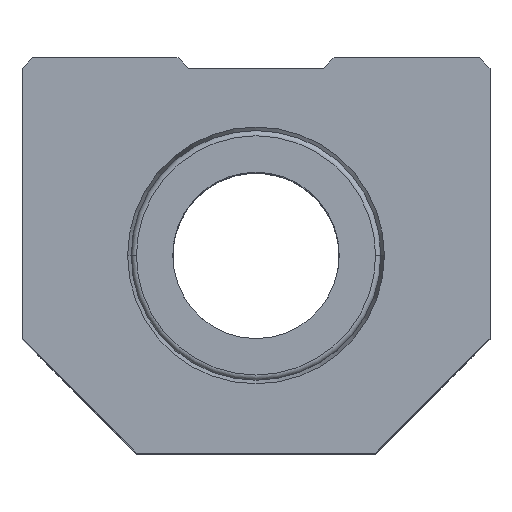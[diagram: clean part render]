
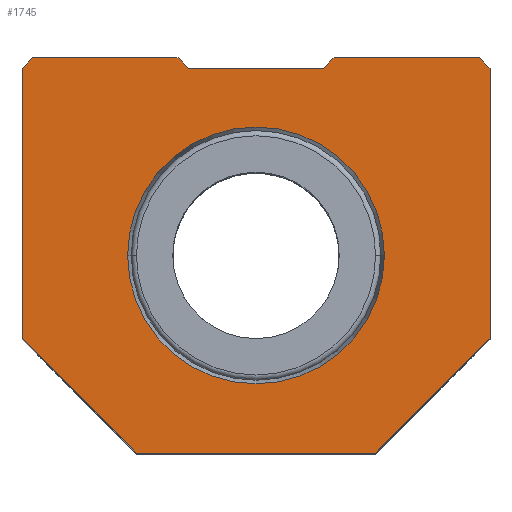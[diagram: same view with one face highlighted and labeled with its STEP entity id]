
A CAD part, top view. The second image highlights one B-rep face of the part: STEP entity #1745.
In plain terms, the highlighted planar face has unit normal (0, 0, 1).
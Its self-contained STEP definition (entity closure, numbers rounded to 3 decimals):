
#31 = LINE ( 'NONE', #578, #2067 ) ;
#36 = CIRCLE ( 'NONE', #1623, 12.344 ) ;
#46 = CARTESIAN_POINT ( 'NONE',  ( -21.5, 19., 32.5 ) ) ;
#127 = ORIENTED_EDGE ( 'NONE', *, *, #1215, .T. ) ;
#171 = VERTEX_POINT ( 'NONE', #1003 ) ;
#185 = DIRECTION ( 'NONE',  ( 1., 0., 0. ) ) ;
#211 = LINE ( 'NONE', #1956, #1516 ) ;
#212 = CARTESIAN_POINT ( 'NONE',  ( 22.5, -8., 32.5 ) ) ;
#226 = ORIENTED_EDGE ( 'NONE', *, *, #2139, .T. ) ;
#228 = CARTESIAN_POINT ( 'NONE',  ( 11.5, -19., 32.5 ) ) ;
#240 = DIRECTION ( 'NONE',  ( -0.707, 0.707, 0. ) ) ;
#247 = DIRECTION ( 'NONE',  ( 0.707, 0.707, 0. ) ) ;
#259 = DIRECTION ( 'NONE',  ( 0., 0., -1. ) ) ;
#273 = CARTESIAN_POINT ( 'NONE',  ( -7.5, 19., 32.5 ) ) ;
#364 = VERTEX_POINT ( 'NONE', #661 ) ;
#372 = VERTEX_POINT ( 'NONE', #671 ) ;
#425 = CARTESIAN_POINT ( 'NONE',  ( 7.5, 19., 32.5 ) ) ;
#430 = CARTESIAN_POINT ( 'NONE',  ( 22.5, -8., 32.5 ) ) ;
#442 = EDGE_LOOP ( 'NONE', ( #1422, #127 ) ) ;
#534 = DIRECTION ( 'NONE',  ( -0.707, -0.707, 0. ) ) ;
#536 = EDGE_LOOP ( 'NONE', ( #1532, #1975, #226, #688, #1587, #1853, #555, #1002, #1900, #616, #1060, #1514 ) ) ;
#555 = ORIENTED_EDGE ( 'NONE', *, *, #1809, .T. ) ;
#563 = CARTESIAN_POINT ( 'NONE',  ( -6.5, 18., 32.5 ) ) ;
#571 = VECTOR ( 'NONE', #185, 1000. ) ;
#578 = CARTESIAN_POINT ( 'NONE',  ( 21.5, 19., 32.5 ) ) ;
#591 = CARTESIAN_POINT ( 'NONE',  ( 0., -30.5, 32.5 ) ) ;
#597 = LINE ( 'NONE', #1554, #1446 ) ;
#616 = ORIENTED_EDGE ( 'NONE', *, *, #821, .T. ) ;
#620 = CARTESIAN_POINT ( 'NONE',  ( 21.5, 19., 32.5 ) ) ;
#626 = DIRECTION ( 'NONE',  ( 0., 0., -1. ) ) ;
#630 = VERTEX_POINT ( 'NONE', #2068 ) ;
#654 = LINE ( 'NONE', #1009, #1048 ) ;
#661 = CARTESIAN_POINT ( 'NONE',  ( -22.5, -8., 32.5 ) ) ;
#671 = CARTESIAN_POINT ( 'NONE',  ( -22.5, 18., 32.5 ) ) ;
#685 = EDGE_CURVE ( 'NONE', #171, #1993, #36, .T. ) ;
#688 = ORIENTED_EDGE ( 'NONE', *, *, #1671, .T. ) ;
#702 = CARTESIAN_POINT ( 'NONE',  ( 11.5, -19., 32.5 ) ) ;
#723 = LINE ( 'NONE', #430, #818 ) ;
#734 = CIRCLE ( 'NONE', #1278, 12.344 ) ;
#745 = DIRECTION ( 'NONE',  ( -1., 0., 0. ) ) ;
#767 = AXIS2_PLACEMENT_3D ( 'NONE', #591, #259, #1448 ) ;
#776 = FACE_OUTER_BOUND ( 'NONE', #536, .T. ) ;
#818 = VECTOR ( 'NONE', #247, 1000. ) ;
#821 = EDGE_CURVE ( 'NONE', #372, #364, #1713, .T. ) ;
#824 = DIRECTION ( 'NONE',  ( -1., 0., 0. ) ) ;
#845 = DIRECTION ( 'NONE',  ( 0., 1., 0. ) ) ;
#847 = DIRECTION ( 'NONE',  ( 0.707, -0.707, 0. ) ) ;
#869 = CARTESIAN_POINT ( 'NONE',  ( -11.5, -19., 32.5 ) ) ;
#881 = VECTOR ( 'NONE', #1898, 1000. ) ;
#883 = DIRECTION ( 'NONE',  ( 0., 0., -1. ) ) ;
#892 = CARTESIAN_POINT ( 'NONE',  ( 0., 0., 32.5 ) ) ;
#910 = VERTEX_POINT ( 'NONE', #1040 ) ;
#927 = VECTOR ( 'NONE', #1409, 1000. ) ;
#936 = VERTEX_POINT ( 'NONE', #1019 ) ;
#941 = VECTOR ( 'NONE', #1875, 1000. ) ;
#948 = EDGE_CURVE ( 'NONE', #1041, #910, #654, .T. ) ;
#968 = LINE ( 'NONE', #702, #571 ) ;
#978 = LINE ( 'NONE', #1581, #927 ) ;
#1002 = ORIENTED_EDGE ( 'NONE', *, *, #1058, .T. ) ;
#1003 = CARTESIAN_POINT ( 'NONE',  ( 12.344, 0., 32.5 ) ) ;
#1009 = CARTESIAN_POINT ( 'NONE',  ( 22.5, 18., 32.5 ) ) ;
#1015 = VERTEX_POINT ( 'NONE', #869 ) ;
#1019 = CARTESIAN_POINT ( 'NONE',  ( -21.5, 19., 32.5 ) ) ;
#1040 = CARTESIAN_POINT ( 'NONE',  ( 22.5, 18., 32.5 ) ) ;
#1041 = VERTEX_POINT ( 'NONE', #212 ) ;
#1048 = VECTOR ( 'NONE', #845, 1000. ) ;
#1058 = EDGE_CURVE ( 'NONE', #1200, #936, #1453, .T. ) ;
#1060 = ORIENTED_EDGE ( 'NONE', *, *, #1505, .T. ) ;
#1146 = VERTEX_POINT ( 'NONE', #425 ) ;
#1200 = VERTEX_POINT ( 'NONE', #273 ) ;
#1205 = VECTOR ( 'NONE', #1839, 1000. ) ;
#1215 = EDGE_CURVE ( 'NONE', #1993, #171, #734, .T. ) ;
#1227 = VECTOR ( 'NONE', #745, 1000. ) ;
#1278 = AXIS2_PLACEMENT_3D ( 'NONE', #1646, #626, #1803 ) ;
#1409 = DIRECTION ( 'NONE',  ( -1., 0., 0. ) ) ;
#1422 = ORIENTED_EDGE ( 'NONE', *, *, #685, .T. ) ;
#1446 = VECTOR ( 'NONE', #534, 1000. ) ;
#1448 = DIRECTION ( 'NONE',  ( -1., 0., 0. ) ) ;
#1453 = LINE ( 'NONE', #46, #941 ) ;
#1505 = EDGE_CURVE ( 'NONE', #364, #1015, #1974, .T. ) ;
#1514 = ORIENTED_EDGE ( 'NONE', *, *, #1572, .T. ) ;
#1516 = VECTOR ( 'NONE', #1791, 1000. ) ;
#1528 = VECTOR ( 'NONE', #847, 1000. ) ;
#1532 = ORIENTED_EDGE ( 'NONE', *, *, #1780, .T. ) ;
#1554 = CARTESIAN_POINT ( 'NONE',  ( 6.5, 18., 32.5 ) ) ;
#1572 = EDGE_CURVE ( 'NONE', #1015, #2126, #968, .T. ) ;
#1581 = CARTESIAN_POINT ( 'NONE',  ( 7.5, 19., 32.5 ) ) ;
#1587 = ORIENTED_EDGE ( 'NONE', *, *, #2065, .T. ) ;
#1614 = PLANE ( 'NONE',  #767 ) ;
#1623 = AXIS2_PLACEMENT_3D ( 'NONE', #892, #883, #824 ) ;
#1646 = CARTESIAN_POINT ( 'NONE',  ( 0., 0., 32.5 ) ) ;
#1671 = EDGE_CURVE ( 'NONE', #1858, #1146, #978, .T. ) ;
#1680 = LINE ( 'NONE', #563, #1227 ) ;
#1713 = LINE ( 'NONE', #1903, #1205 ) ;
#1745 = ADVANCED_FACE ( 'NONE', ( #2058, #776 ), #1614, .F. ) ;
#1780 = EDGE_CURVE ( 'NONE', #2126, #1041, #723, .T. ) ;
#1791 = DIRECTION ( 'NONE',  ( -0.707, 0.707, 0. ) ) ;
#1803 = DIRECTION ( 'NONE',  ( -1., 0., 0. ) ) ;
#1809 = EDGE_CURVE ( 'NONE', #630, #1200, #211, .T. ) ;
#1839 = DIRECTION ( 'NONE',  ( 0., -1., 0. ) ) ;
#1853 = ORIENTED_EDGE ( 'NONE', *, *, #2127, .T. ) ;
#1858 = VERTEX_POINT ( 'NONE', #620 ) ;
#1863 = CARTESIAN_POINT ( 'NONE',  ( -11.5, -19., 32.5 ) ) ;
#1875 = DIRECTION ( 'NONE',  ( -1., 0., 0. ) ) ;
#1898 = DIRECTION ( 'NONE',  ( -0.707, -0.707, 0. ) ) ;
#1900 = ORIENTED_EDGE ( 'NONE', *, *, #2093, .T. ) ;
#1903 = CARTESIAN_POINT ( 'NONE',  ( -22.5, -8., 32.5 ) ) ;
#1920 = VERTEX_POINT ( 'NONE', #1981 ) ;
#1941 = LINE ( 'NONE', #2063, #881 ) ;
#1956 = CARTESIAN_POINT ( 'NONE',  ( -7.5, 19., 32.5 ) ) ;
#1974 = LINE ( 'NONE', #1863, #1528 ) ;
#1975 = ORIENTED_EDGE ( 'NONE', *, *, #948, .T. ) ;
#1981 = CARTESIAN_POINT ( 'NONE',  ( 6.5, 18., 32.5 ) ) ;
#1989 = CARTESIAN_POINT ( 'NONE',  ( -12.344, 0., 32.5 ) ) ;
#1993 = VERTEX_POINT ( 'NONE', #1989 ) ;
#2058 = FACE_BOUND ( 'NONE', #442, .T. ) ;
#2063 = CARTESIAN_POINT ( 'NONE',  ( -22.5, 18., 32.5 ) ) ;
#2065 = EDGE_CURVE ( 'NONE', #1146, #1920, #597, .T. ) ;
#2067 = VECTOR ( 'NONE', #240, 1000. ) ;
#2068 = CARTESIAN_POINT ( 'NONE',  ( -6.5, 18., 32.5 ) ) ;
#2093 = EDGE_CURVE ( 'NONE', #936, #372, #1941, .T. ) ;
#2126 = VERTEX_POINT ( 'NONE', #228 ) ;
#2127 = EDGE_CURVE ( 'NONE', #1920, #630, #1680, .T. ) ;
#2139 = EDGE_CURVE ( 'NONE', #910, #1858, #31, .T. ) ;
